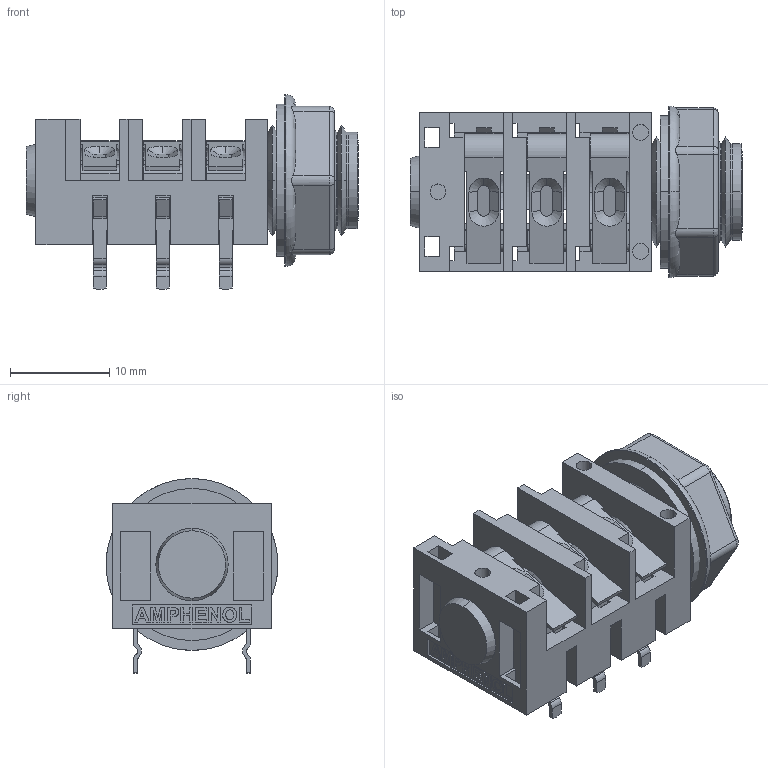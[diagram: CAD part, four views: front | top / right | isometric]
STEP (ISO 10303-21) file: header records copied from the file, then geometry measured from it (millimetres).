
FILE_DESCRIPTION (( 'STEP AP214' ), '1' );
FILE_NAME ('ACJS-MHDR.STEP', '2022-12-11T15:09:48', ( '' ), ( '' ), 'SwSTEP 2.0', 'SolidWorks 2022', '' );
FILE_SCHEMA (( 'AUTOMOTIVE_DESIGN' ));
Length unit declared in the file: millimetre
Products named in the file (15): 50300027331113; 50300026BENDISS2; 52170017331110; PART1AAAAA; 53480012531114; 50300030331112; PART1_1; PART1AAAA; 52770001901111; ACJS-MHDR; PART2; PART1AA; 52170032531110; PART1AAA; PART1A
Assembly tree (18 placements, depth 3):
  ACJS-MHDR
    53480012531114
      PART1AAAA
    50300030331112
      PART1AA
    50300027331113  x3
      PART1_1
    50300026BENDISS2  x3
      PART2
    52770001901111
      PART1AAA
    52170017331110
      PART1AAAAA
    52170032531110
      PART1A
Bounding box: 33.5 x 17.35 x 19.68 mm (x, y, z)
Volume: 1089 mm3; surface area: 6729.2 mm2
Topology: 10 solids, 12 shells, 843 faces, 2287 edges, 1476 vertices
Faces by surface type: plane 505, cylinder 207, cone 87, bspline 40, torus 4
Entity records: 25142 total; most frequent: CARTESIAN_POINT 7995, ORIENTED_EDGE 3599, DIRECTION 3262, EDGE_CURVE 1809, VECTOR 1286, LINE 1286, VERTEX_POINT 1163, AXIS2_PLACEMENT_3D 988
